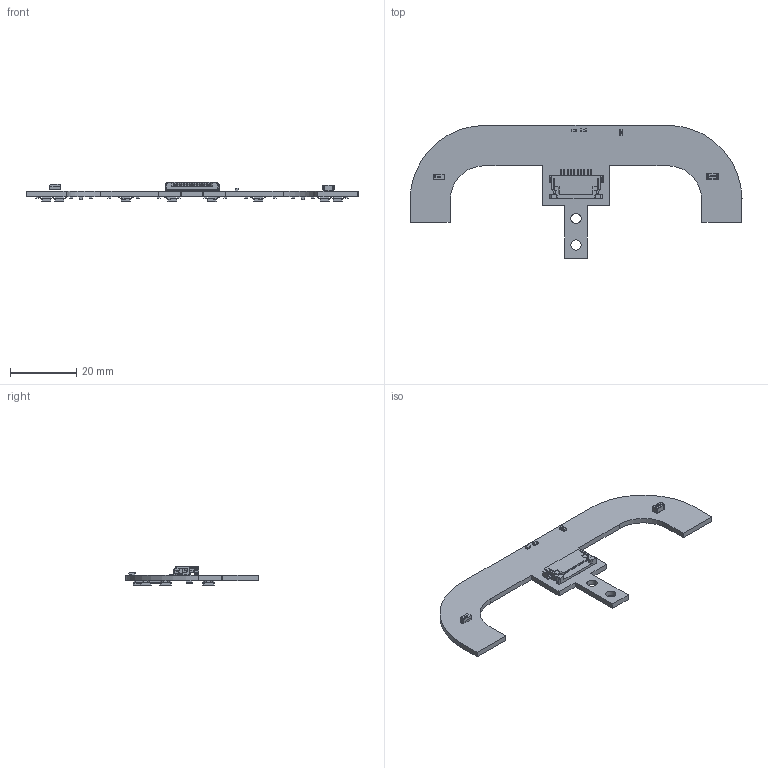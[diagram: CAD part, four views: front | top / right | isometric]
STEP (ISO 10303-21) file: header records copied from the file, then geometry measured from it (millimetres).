
FILE_DESCRIPTION(('Open CASCADE Model'),'2;1');
FILE_NAME('Open CASCADE Shape Model','2021-03-02T07:55:19',('Author'),( 'Open CASCADE'),'Open CASCADE STEP processor 6.8','Open CASCADE 6.8' ,'Unknown');
FILE_SCHEMA(('AUTOMOTIVE_DESIGN { 1 0 10303 214 1 1 1 1 }'));
Length unit declared in the file: millimetre
Products named in the file (62): PCB; Board; C10; 74394; C9; 1206; C11; User_Library-Tantalum_Capacitor_Case_A; Tantalum_case_A_part1; Tantalum_case_A_part2; J1; 52207-1060; CZ1; User_Library-ktir0711s-1; CZ2; CZ3; CZ4; CZ5; CZ6; CZ7; CZ8; R1; SW3DPS-RESISTOR_0603-DEFAULT; R2; R3; R4; R5; R6; R7; R8; R9; R10; R11; R12; R13; R14; R15; R16; C1; C2 ...
Assembly tree (134 placements, depth 4):
  PCB
    Board
    C10
      74394
      74394
      74394
      74394
      74394
      74394
    C9
      1206
      1206
      1206
      1206
      1206
      1206
    C11
      User_Library-Tantalum_Capacitor_Case_A
        Tantalum_case_A_part1
        Tantalum_case_A_part2  x2
    J1
      52207-1060
      52207-1060
      52207-1060
      52207-1060
    CZ1
      User_Library-ktir0711s-1
    CZ2
      User_Library-ktir0711s-1
    CZ3
      User_Library-ktir0711s-1
    CZ4
      User_Library-ktir0711s-1
    CZ5
      User_Library-ktir0711s-1
    CZ6
      User_Library-ktir0711s-1
    CZ7
      User_Library-ktir0711s-1
    CZ8
      User_Library-ktir0711s-1
    R1
      SW3DPS-RESISTOR_0603-DEFAULT
    R2
      SW3DPS-RESISTOR_0603-DEFAULT
    R3
      SW3DPS-RESISTOR_0603-DEFAULT
    R4
      SW3DPS-RESISTOR_0603-DEFAULT
    R5
      SW3DPS-RESISTOR_0603-DEFAULT
    R6
      SW3DPS-RESISTOR_0603-DEFAULT
    R7
      SW3DPS-RESISTOR_0603-DEFAULT
    R8
      SW3DPS-RESISTOR_0603-DEFAULT
    R9
      SW3DPS-RESISTOR_0603-DEFAULT
    R10
Bounding box: 100.2 x 40.2 x 5.85 mm (x, y, z)
Volume: 3278.5 mm3; surface area: 5633.9 mm2
Topology: 135 solids, 135 shells, 4121 faces, 10529 edges, 6476 vertices
Faces by surface type: plane 2656, cylinder 1041, sphere 240, torus 80, cone 60, bspline 44
Full cylindrical faces by diameter (mm): 3.1 x2
Entity records: 58074 total; most frequent: CARTESIAN_POINT 11520, ORIENTED_EDGE 8702, DIRECTION 8185, EDGE_CURVE 4351, LINE 3631, VECTOR 3631, VERTEX_POINT 2754, AXIS2_PLACEMENT_3D 2277
